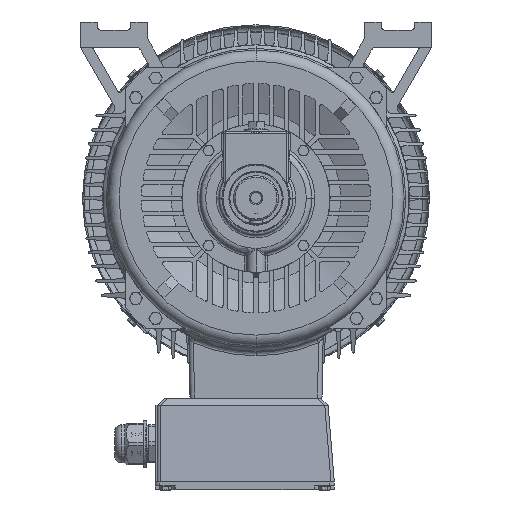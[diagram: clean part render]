
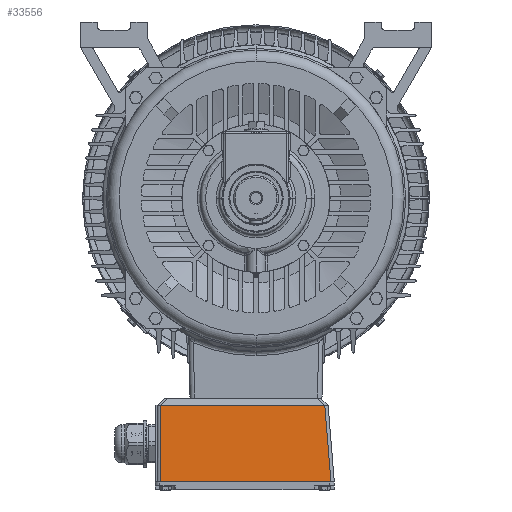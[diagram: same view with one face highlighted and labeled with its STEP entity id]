
A CAD part, left-side view. The second image highlights one B-rep face of the part: STEP entity #33556.
In plain terms, the highlighted planar face has unit normal (-0.999, 0, 0.051).
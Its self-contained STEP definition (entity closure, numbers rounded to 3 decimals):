
#232=(
BOUNDED_CURVE()
B_SPLINE_CURVE(3,(#159495,#159496,#159497,#159498),.UNSPECIFIED.,.F.,.F.)
B_SPLINE_CURVE_WITH_KNOTS((4,4),(0.,1.),.UNSPECIFIED.)
CURVE()
GEOMETRIC_REPRESENTATION_ITEM()
RATIONAL_B_SPLINE_CURVE((1.,1.,1.,1.))
REPRESENTATION_ITEM('')
);
#2468=FACE_OUTER_BOUND('',#42389,.T.);
#7066=PLANE('',#108990);
#13866=LINE('',#159449,#23891);
#13876=LINE('',#159493,#23901);
#13877=LINE('',#159500,#23902);
#13878=LINE('',#159502,#23903);
#13879=LINE('',#159504,#23904);
#23891=VECTOR('',#121344,1.);
#23901=VECTOR('',#121358,1.);
#23902=VECTOR('',#121359,1.);
#23903=VECTOR('',#121360,1.);
#23904=VECTOR('',#121361,1.);
#33556=ADVANCED_FACE('',(#2468),#7066,.T.);
#42389=EDGE_LOOP('',(#55278,#55279,#55280,#55281,#55282,#55283));
#55278=ORIENTED_EDGE('',*,*,#92271,.T.);
#55279=ORIENTED_EDGE('',*,*,#92272,.T.);
#55280=ORIENTED_EDGE('',*,*,#92273,.F.);
#55281=ORIENTED_EDGE('',*,*,#92274,.F.);
#55282=ORIENTED_EDGE('',*,*,#92275,.T.);
#55283=ORIENTED_EDGE('',*,*,#92256,.F.);
#81001=VERTEX_POINT('',#159450);
#81002=VERTEX_POINT('',#159451);
#81013=VERTEX_POINT('',#159494);
#81014=VERTEX_POINT('',#159499);
#81015=VERTEX_POINT('',#159501);
#81016=VERTEX_POINT('',#159503);
#92256=EDGE_CURVE('',#81001,#81002,#13866,.T.);
#92271=EDGE_CURVE('',#81001,#81013,#13876,.T.);
#92272=EDGE_CURVE('',#81013,#81014,#232,.T.);
#92273=EDGE_CURVE('',#81015,#81014,#13877,.T.);
#92274=EDGE_CURVE('',#81016,#81015,#13878,.T.);
#92275=EDGE_CURVE('',#81016,#81002,#13879,.T.);
#108990=AXIS2_PLACEMENT_3D('',#159505,#121362,#121363);
#121344=DIRECTION('',(0.,1.,0.));
#121358=DIRECTION('',(0.051,0.08,0.996));
#121359=DIRECTION('',(0.,-1.,0.));
#121360=DIRECTION('',(0.,-1.,0.));
#121361=DIRECTION('',(-0.051,0.,-0.999));
#121362=DIRECTION('',(-0.999,0.,0.051));
#121363=DIRECTION('',(0.051,0.,0.999));
#159449=CARTESIAN_POINT('',(-5.583,507.783,-835.283));
#159450=CARTESIAN_POINT('',(-5.583,193.777,-835.283));
#159451=CARTESIAN_POINT('',(-5.583,498.783,-835.283));
#159493=CARTESIAN_POINT('',(1.393,204.739,-698.76));
#159494=CARTESIAN_POINT('',(1.417,204.777,-698.283));
#159495=CARTESIAN_POINT('',(1.417,204.777,-698.283));
#159496=CARTESIAN_POINT('',(1.417,204.783,-698.283));
#159497=CARTESIAN_POINT('',(1.417,204.788,-698.283));
#159498=CARTESIAN_POINT('',(1.417,204.793,-698.283));
#159499=CARTESIAN_POINT('',(1.417,204.793,-698.283));
#159500=CARTESIAN_POINT('',(1.417,508.783,-698.283));
#159501=CARTESIAN_POINT('',(1.417,498.772,-698.283));
#159502=CARTESIAN_POINT('',(1.417,508.783,-698.283));
#159503=CARTESIAN_POINT('',(1.417,498.783,-698.283));
#159504=CARTESIAN_POINT('',(-5.583,498.783,-835.283));
#159505=CARTESIAN_POINT('',(-5.583,508.783,-835.283));
